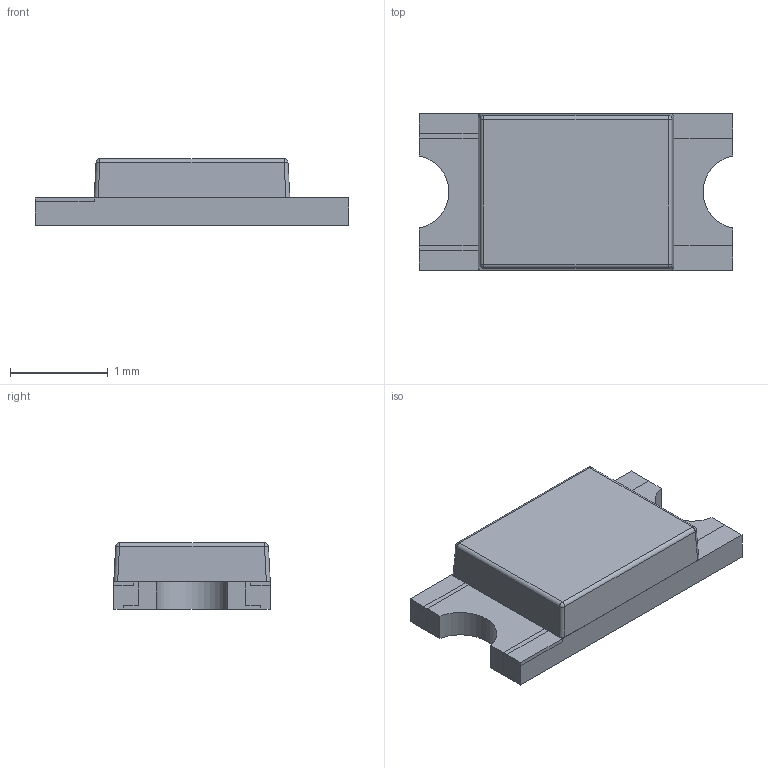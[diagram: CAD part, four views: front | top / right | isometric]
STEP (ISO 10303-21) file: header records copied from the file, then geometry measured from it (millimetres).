
FILE_DESCRIPTION(/* description */ ('Unknown'),/* implementation_level */ '2;1');
FILE_NAME(/* name */ '150120xS75000',/* time_stamp */ '2020-09-30T15:09:27+02:00',/* author */ ('Unknown'),/* organization */ ('Unknown'),/* preprocessor_version */ 'ST-DEVELOPER v16.7',/* originating_system */ 'DEX',/* authorisation */ $);
FILE_SCHEMA (('AUTOMOTIVE_DESIGN {1 0 10303 214 3 1 1}'));
Length unit declared in the file: millimetre
Products named in the file (5): 150120xxx; marking; housing; cover; base
Assembly tree (6 placements, depth 2):
  150120xxx
    marking  x2
    housing
    cover
    base  x2
Bounding box: 3.2 x 1.6 x 0.68 mm (x, y, z)
Volume: 2.6 mm3; surface area: 25.5 mm2
Topology: 6 solids, 6 shells, 86 faces, 211 edges, 134 vertices
Faces by surface type: plane 72, cylinder 10, sphere 4
Entity records: 2315 total; most frequent: CARTESIAN_POINT 346, DIRECTION 333, ORIENTED_EDGE 330, EDGE_CURVE 165, LINE 147, VECTOR 147, VERTEX_POINT 106, AXIS2_PLACEMENT_3D 93
